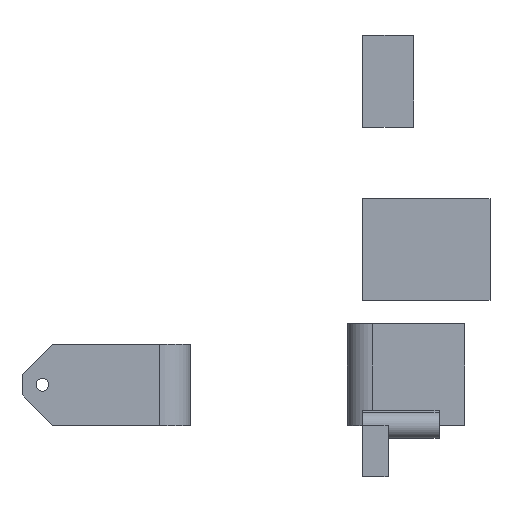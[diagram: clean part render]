
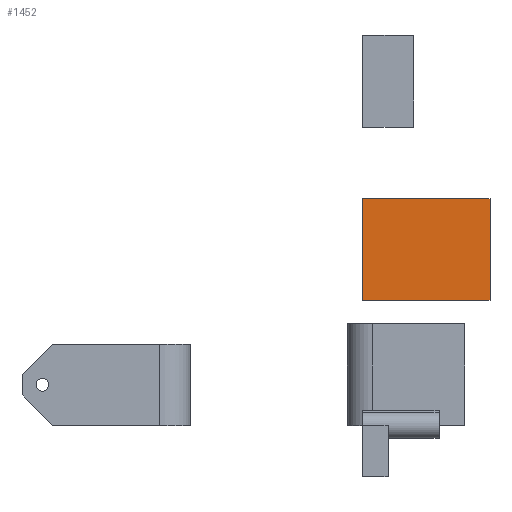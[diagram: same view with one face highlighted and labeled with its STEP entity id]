
A CAD part, front view. The second image highlights one B-rep face of the part: STEP entity #1452.
In plain terms, the highlighted planar face has unit normal (0, -1, 0).
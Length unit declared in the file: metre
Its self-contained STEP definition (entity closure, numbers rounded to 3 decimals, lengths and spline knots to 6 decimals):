
#188=ORIENTED_EDGE('',*,*,#551,.T.);
#189=ORIENTED_EDGE('',*,*,#552,.F.);
#190=ORIENTED_EDGE('',*,*,#553,.F.);
#191=ORIENTED_EDGE('',*,*,#549,.T.);
#549=EDGE_CURVE('',#739,#738,#891,.T.);
#551=EDGE_CURVE('',#738,#740,#893,.T.);
#552=EDGE_CURVE('',#741,#740,#894,.T.);
#553=EDGE_CURVE('',#739,#741,#895,.T.);
#738=VERTEX_POINT('',#2266);
#739=VERTEX_POINT('',#2268);
#740=VERTEX_POINT('',#2272);
#741=VERTEX_POINT('',#2274);
#891=LINE('',#2267,#1057);
#893=LINE('',#2271,#1059);
#894=LINE('',#2273,#1060);
#895=LINE('',#2275,#1061);
#1057=VECTOR('',#1833,1.);
#1059=VECTOR('',#1837,1.);
#1060=VECTOR('',#1838,1.);
#1061=VECTOR('',#1839,1.);
#1196=EDGE_LOOP('',(#188,#189,#190,#191));
#1292=FACE_BOUND('',#1196,.T.);
#1386=PLANE('',#1625);
#1452=ADVANCED_FACE('',(#1292),#1386,.F.);
#1625=AXIS2_PLACEMENT_3D('',#2270,#1835,#1836);
#1833=DIRECTION('',(-1.,0.,0.));
#1835=DIRECTION('',(0.,1.,0.));
#1836=DIRECTION('',(0.,0.,1.));
#1837=DIRECTION('',(0.,0.,-1.));
#1838=DIRECTION('',(-1.,0.,0.));
#1839=DIRECTION('',(0.,0.,-1.));
#2266=CARTESIAN_POINT('',(0.,-0.081321,0.044542));
#2267=CARTESIAN_POINT('',(0.025,-0.081321,0.044542));
#2268=CARTESIAN_POINT('',(0.025,-0.081321,0.044542));
#2270=CARTESIAN_POINT('',(0.025,-0.081321,0.034542));
#2271=CARTESIAN_POINT('',(0.,-0.081321,0.034542));
#2272=CARTESIAN_POINT('',(0.,-0.081321,0.024542));
#2273=CARTESIAN_POINT('',(0.025,-0.081321,0.024542));
#2274=CARTESIAN_POINT('',(0.025,-0.081321,0.024542));
#2275=CARTESIAN_POINT('',(0.025,-0.081321,0.034542));
